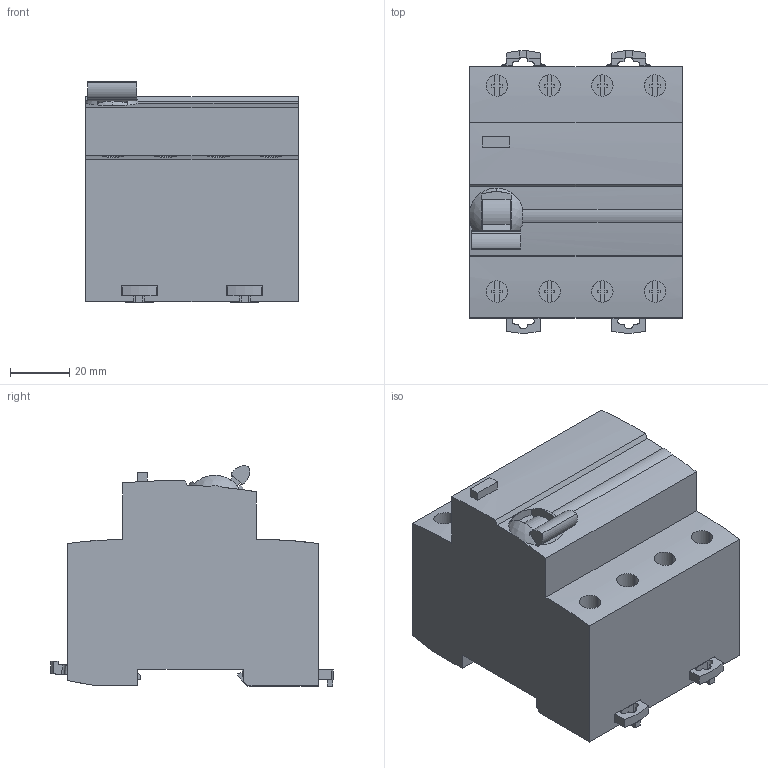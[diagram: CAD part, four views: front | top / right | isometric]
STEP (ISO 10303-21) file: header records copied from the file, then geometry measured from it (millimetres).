
FILE_DESCRIPTION((''),'2;1');
FILE_NAME('B100459_ASM','2013-06-13T',('SESA217760'),('Schneider-Electric'),'PRO/ENGINEER BY PARAMETRIC TECHNOLOGY CORPORATION, 2011410','PRO/ENGINEER BY PARAMETRIC TECHNOLOGY CORPORATION, 2011410','');
FILE_SCHEMA(('CONFIG_CONTROL_DESIGN'));
Length unit declared in the file: millimetre
Products named in the file (4): COQUE_ARRIERE_1_1; CLIP_1_1_1; CLIP_2_1_1; B100459_ASM
Assembly tree (5 placements, depth 2):
  B100459_ASM
    COQUE_ARRIERE_1_1
    CLIP_1_1_1  x2
    CLIP_2_1_1  x2
Bounding box: 71.7 x 95.4 x 74.44 mm (x, y, z)
Volume: 334384.4 mm3; surface area: 43513.1 mm2
Topology: 5 solids, 5 shells, 558 faces, 1650 edges, 1104 vertices
Faces by surface type: plane 487, cylinder 67, sphere 2, extrusion 2
Entity records: 15253 total; most frequent: CARTESIAN_POINT 3045, ORIENTED_EDGE 2646, DIRECTION 2339, EDGE_CURVE 1323, VECTOR 1145, LINE 1143, VERTEX_POINT 883, AXIS2_PLACEMENT_3D 597
